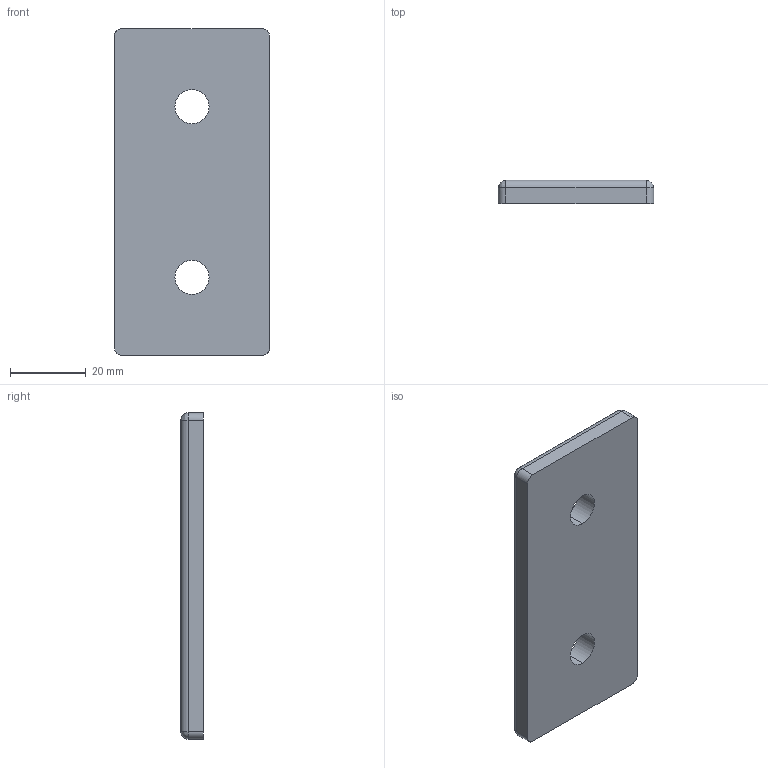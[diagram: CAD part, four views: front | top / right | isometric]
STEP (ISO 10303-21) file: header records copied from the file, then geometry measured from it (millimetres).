
FILE_DESCRIPTION (( 'STEP AP203' ), '1' );
FILE_NAME ('402650007.STEP', '2022-08-25T16:29:11', ( '' ), ( '' ), 'SwSTEP 2.0', 'SolidWorks 2014', '' );
FILE_SCHEMA (( 'CONFIG_CONTROL_DESIGN' ));
Length unit declared in the file: millimetre
Products named in the file (1): 402650007
Bounding box: 41 x 6 x 86 mm (x, y, z)
Volume: 20159.3 mm3; surface area: 8416.5 mm2
Topology: 1 solids, 1 shells, 22 faces, 52 edges, 30 vertices
Faces by surface type: cylinder 12, plane 6, bspline 4
Entity records: 749 total; most frequent: CARTESIAN_POINT 163, DIRECTION 114, ORIENTED_EDGE 100, EDGE_CURVE 50, AXIS2_PLACEMENT_3D 45, VERTEX_POINT 30, EDGE_LOOP 26, CIRCLE 26
